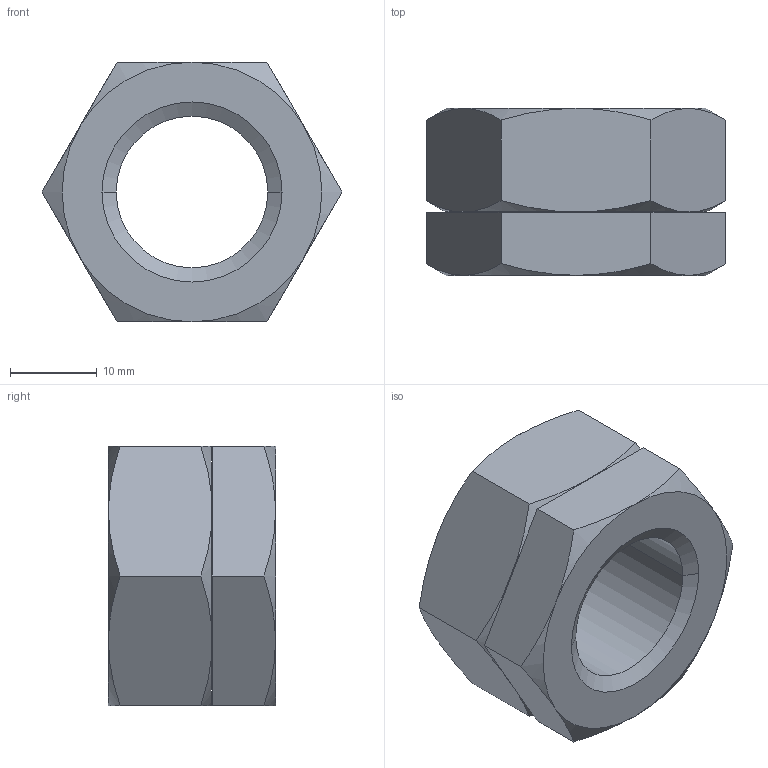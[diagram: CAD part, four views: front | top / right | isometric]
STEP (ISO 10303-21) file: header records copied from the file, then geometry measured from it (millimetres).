
FILE_DESCRIPTION((''),'2;1');
FILE_NAME('0RTHN020_____0','2019-10-29T14:19:58',('kim.bk'),(''),'CREO PARAMETRIC BY PTC INC, 2019010','CREO PARAMETRIC BY PTC INC, 2019010','');
FILE_SCHEMA(('CONFIG_CONTROL_DESIGN'));
Length unit declared in the file: millimetre
Products named in the file (1): 0RTHN020_____0
Bounding box: 34.64 x 19.3 x 30 mm (x, y, z)
Volume: 10158.6 mm3; surface area: 5759.1 mm2
Topology: 2 solids, 2 shells, 326 faces, 896 edges, 592 vertices
Faces by surface type: plane 296, cone 26, cylinder 4
Entity records: 10350 total; most frequent: CARTESIAN_POINT 2042, ORIENTED_EDGE 1792, DIRECTION 1550, EDGE_CURVE 896, VECTOR 822, LINE 822, VERTEX_POINT 592, AXIS2_PLACEMENT_3D 364
